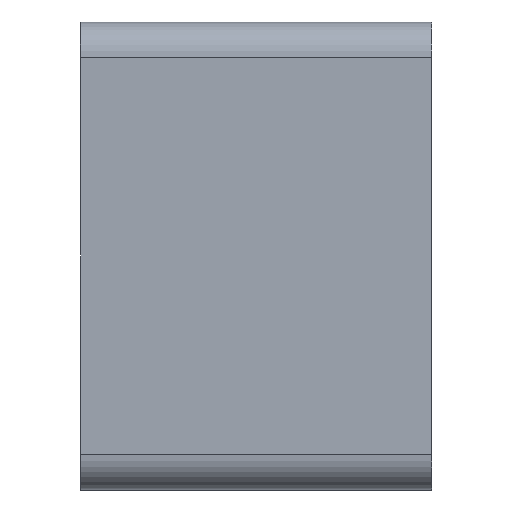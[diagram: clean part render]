
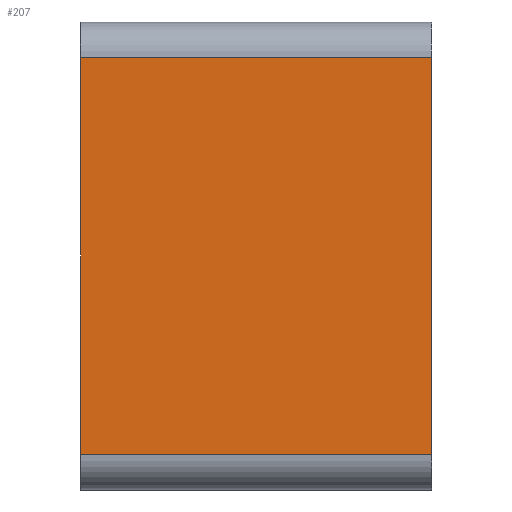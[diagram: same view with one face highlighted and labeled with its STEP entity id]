
A CAD part, left-side view. The second image highlights one B-rep face of the part: STEP entity #207.
In plain terms, the highlighted planar face has unit normal (-1, 0, 0).
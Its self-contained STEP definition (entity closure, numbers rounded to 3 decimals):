
#29=LINE('',#442,#47);
#30=LINE('',#445,#48);
#34=LINE('',#458,#52);
#40=LINE('',#473,#58);
#42=LINE('',#478,#60);
#47=VECTOR('',#254,10.);
#48=VECTOR('',#257,10.);
#52=VECTOR('',#269,10.);
#58=VECTOR('',#285,10.);
#60=VECTOR('',#291,10.);
#67=PLANE('',#239);
#78=FACE_OUTER_BOUND('',#90,.T.);
#90=EDGE_LOOP('',(#177,#178,#179,#180,#181));
#96=VERTEX_POINT('',#383);
#101=VERTEX_POINT('',#440);
#102=VERTEX_POINT('',#444);
#107=VERTEX_POINT('',#456);
#111=VERTEX_POINT('',#472);
#120=EDGE_CURVE('',#101,#96,#29,.T.);
#121=EDGE_CURVE('',#96,#102,#30,.T.);
#128=EDGE_CURVE('',#107,#101,#34,.T.);
#135=EDGE_CURVE('',#102,#111,#40,.T.);
#138=EDGE_CURVE('',#107,#111,#42,.T.);
#177=ORIENTED_EDGE('',*,*,#128,.F.);
#178=ORIENTED_EDGE('',*,*,#138,.T.);
#179=ORIENTED_EDGE('',*,*,#135,.F.);
#180=ORIENTED_EDGE('',*,*,#121,.F.);
#181=ORIENTED_EDGE('',*,*,#120,.F.);
#207=ADVANCED_FACE('',(#78),#67,.T.);
#239=AXIS2_PLACEMENT_3D('',#477,#289,#290);
#254=DIRECTION('',(0.,0.,1.));
#257=DIRECTION('',(0.,0.,1.));
#269=DIRECTION('',(0.,1.,0.));
#285=DIRECTION('',(0.,-1.,0.));
#289=DIRECTION('center_axis',(-1.,0.,0.));
#290=DIRECTION('ref_axis',(0.,0.,1.));
#291=DIRECTION('',(0.,0.,1.));
#383=CARTESIAN_POINT('',(-80.,30.,20.));
#440=CARTESIAN_POINT('',(-80.,30.,3.));
#442=CARTESIAN_POINT('',(-80.,30.,0.));
#444=CARTESIAN_POINT('',(-80.,30.,37.));
#445=CARTESIAN_POINT('',(-80.,30.,0.));
#456=CARTESIAN_POINT('',(-80.,0.,3.));
#458=CARTESIAN_POINT('',(-80.,0.,3.));
#472=CARTESIAN_POINT('',(-80.,0.,37.));
#473=CARTESIAN_POINT('',(-80.,0.,37.));
#477=CARTESIAN_POINT('Origin',(-80.,0.,0.));
#478=CARTESIAN_POINT('',(-80.,0.,0.));
